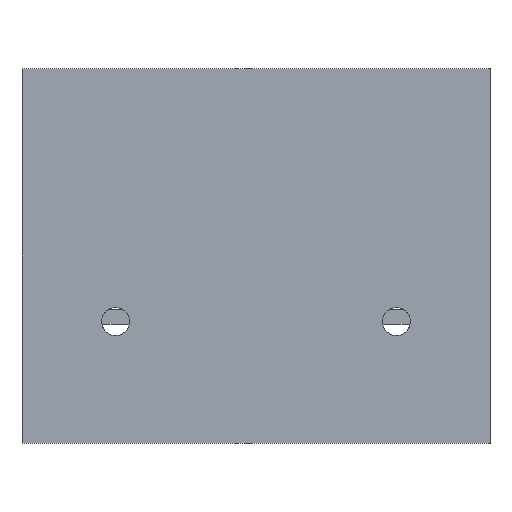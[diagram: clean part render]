
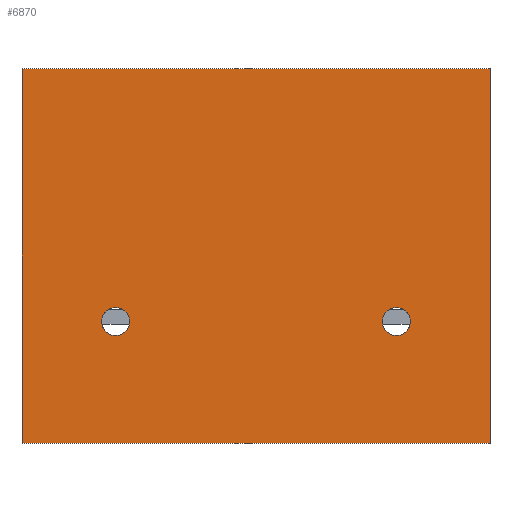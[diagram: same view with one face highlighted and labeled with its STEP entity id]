
A CAD part, front view. The second image highlights one B-rep face of the part: STEP entity #6870.
In plain terms, the highlighted planar face has unit normal (0, -1, 0).
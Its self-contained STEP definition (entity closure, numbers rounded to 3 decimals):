
#153 = AXIS2_PLACEMENT_3D ( 'NONE', #2741, #1815, #574 ) ;
#306 = DIRECTION ( 'NONE',  ( 0., 0., -1. ) ) ;
#383 = CARTESIAN_POINT ( 'NONE',  ( -15., 0., -8.5 ) ) ;
#479 = CARTESIAN_POINT ( 'NONE',  ( -25., 0., -20. ) ) ;
#489 = CARTESIAN_POINT ( 'NONE',  ( 15., 0., -7. ) ) ;
#545 = DIRECTION ( 'NONE',  ( 0., 0., 1. ) ) ;
#568 = FACE_BOUND ( 'NONE', #3334, .T. ) ;
#574 = DIRECTION ( 'NONE',  ( 0., 0., -1. ) ) ;
#758 = EDGE_CURVE ( 'NONE', #5046, #4337, #6659, .T. ) ;
#819 = AXIS2_PLACEMENT_3D ( 'NONE', #6839, #4318, #7588 ) ;
#910 = EDGE_LOOP ( 'NONE', ( #5827, #3662, #5948, #3922 ) ) ;
#1109 = VERTEX_POINT ( 'NONE', #8163 ) ;
#1219 = VECTOR ( 'NONE', #4809, 1000. ) ;
#1334 = CARTESIAN_POINT ( 'NONE',  ( -25., 0., 20. ) ) ;
#1458 = VERTEX_POINT ( 'NONE', #2851 ) ;
#1488 = CIRCLE ( 'NONE', #153, 1.5 ) ;
#1605 = CARTESIAN_POINT ( 'NONE',  ( 15., 0., -5.5 ) ) ;
#1697 = DIRECTION ( 'NONE',  ( 0., 0., -1. ) ) ;
#1815 = DIRECTION ( 'NONE',  ( 0., -1., 0. ) ) ;
#1867 = VERTEX_POINT ( 'NONE', #383 ) ;
#1880 = LINE ( 'NONE', #1334, #6871 ) ;
#1895 = LINE ( 'NONE', #4360, #5084 ) ;
#1967 = DIRECTION ( 'NONE',  ( 1., 0., 0. ) ) ;
#2111 = CARTESIAN_POINT ( 'NONE',  ( -15., 0., -7. ) ) ;
#2118 = AXIS2_PLACEMENT_3D ( 'NONE', #6776, #5472, #1697 ) ;
#2189 = DIRECTION ( 'NONE',  ( 0., -1., 0. ) ) ;
#2620 = ORIENTED_EDGE ( 'NONE', *, *, #6270, .F. ) ;
#2741 = CARTESIAN_POINT ( 'NONE',  ( -15., 0., -7. ) ) ;
#2851 = CARTESIAN_POINT ( 'NONE',  ( 25., 0., 20. ) ) ;
#2902 = CIRCLE ( 'NONE', #6112, 1.5 ) ;
#2915 = DIRECTION ( 'NONE',  ( 0., 0., -1. ) ) ;
#2924 = EDGE_CURVE ( 'NONE', #4781, #1867, #1488, .T. ) ;
#3152 = DIRECTION ( 'NONE',  ( -1., 0., 0. ) ) ;
#3334 = EDGE_LOOP ( 'NONE', ( #2620, #8101 ) ) ;
#3360 = EDGE_CURVE ( 'NONE', #1458, #1109, #7288, .T. ) ;
#3633 = LINE ( 'NONE', #5648, #7149 ) ;
#3662 = ORIENTED_EDGE ( 'NONE', *, *, #7755, .F. ) ;
#3694 = PLANE ( 'NONE',  #819 ) ;
#3922 = ORIENTED_EDGE ( 'NONE', *, *, #6834, .F. ) ;
#3929 = EDGE_CURVE ( 'NONE', #4337, #5046, #2902, .T. ) ;
#4010 = CARTESIAN_POINT ( 'NONE',  ( 25., 0., 20. ) ) ;
#4318 = DIRECTION ( 'NONE',  ( 0., -1., 0. ) ) ;
#4337 = VERTEX_POINT ( 'NONE', #1605 ) ;
#4360 = CARTESIAN_POINT ( 'NONE',  ( -25., 0., -20. ) ) ;
#4454 = FACE_BOUND ( 'NONE', #8048, .T. ) ;
#4781 = VERTEX_POINT ( 'NONE', #7539 ) ;
#4809 = DIRECTION ( 'NONE',  ( 0., 0., -1. ) ) ;
#4879 = CARTESIAN_POINT ( 'NONE',  ( 15., 0., -8.5 ) ) ;
#5046 = VERTEX_POINT ( 'NONE', #4879 ) ;
#5069 = AXIS2_PLACEMENT_3D ( 'NONE', #2111, #2189, #306 ) ;
#5084 = VECTOR ( 'NONE', #3152, 1000. ) ;
#5472 = DIRECTION ( 'NONE',  ( 0., -1., 0. ) ) ;
#5648 = CARTESIAN_POINT ( 'NONE',  ( -25., 0., 20. ) ) ;
#5743 = CIRCLE ( 'NONE', #5069, 1.5 ) ;
#5827 = ORIENTED_EDGE ( 'NONE', *, *, #3360, .F. ) ;
#5905 = CARTESIAN_POINT ( 'NONE',  ( -25., 0., 20. ) ) ;
#5948 = ORIENTED_EDGE ( 'NONE', *, *, #8277, .F. ) ;
#6112 = AXIS2_PLACEMENT_3D ( 'NONE', #489, #6298, #2915 ) ;
#6221 = ORIENTED_EDGE ( 'NONE', *, *, #758, .F. ) ;
#6270 = EDGE_CURVE ( 'NONE', #1867, #4781, #5743, .T. ) ;
#6298 = DIRECTION ( 'NONE',  ( 0., -1., 0. ) ) ;
#6659 = CIRCLE ( 'NONE', #2118, 1.5 ) ;
#6776 = CARTESIAN_POINT ( 'NONE',  ( 15., 0., -7. ) ) ;
#6778 = VERTEX_POINT ( 'NONE', #5905 ) ;
#6834 = EDGE_CURVE ( 'NONE', #1109, #7349, #1895, .T. ) ;
#6839 = CARTESIAN_POINT ( 'NONE',  ( 0., 0., 0. ) ) ;
#6870 = ADVANCED_FACE ( 'NONE', ( #568, #4454, #8173 ), #3694, .T. ) ;
#6871 = VECTOR ( 'NONE', #1967, 1000. ) ;
#7149 = VECTOR ( 'NONE', #545, 1000. ) ;
#7288 = LINE ( 'NONE', #4010, #1219 ) ;
#7349 = VERTEX_POINT ( 'NONE', #479 ) ;
#7539 = CARTESIAN_POINT ( 'NONE',  ( -15., 0., -5.5 ) ) ;
#7588 = DIRECTION ( 'NONE',  ( 0., 0., -1. ) ) ;
#7755 = EDGE_CURVE ( 'NONE', #6778, #1458, #1880, .T. ) ;
#7886 = ORIENTED_EDGE ( 'NONE', *, *, #3929, .F. ) ;
#8048 = EDGE_LOOP ( 'NONE', ( #6221, #7886 ) ) ;
#8101 = ORIENTED_EDGE ( 'NONE', *, *, #2924, .F. ) ;
#8163 = CARTESIAN_POINT ( 'NONE',  ( 25., 0., -20. ) ) ;
#8173 = FACE_OUTER_BOUND ( 'NONE', #910, .T. ) ;
#8277 = EDGE_CURVE ( 'NONE', #7349, #6778, #3633, .T. ) ;
